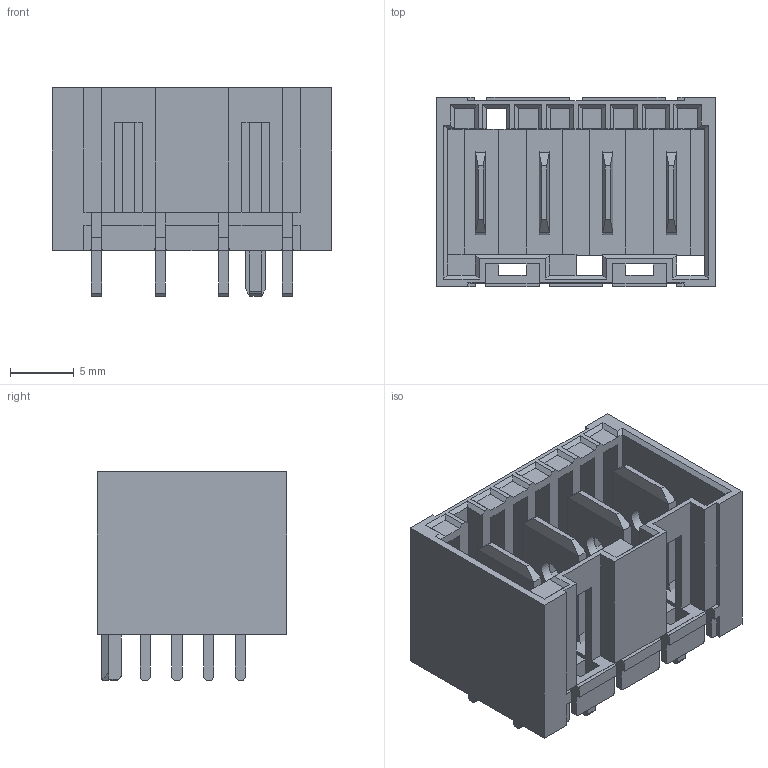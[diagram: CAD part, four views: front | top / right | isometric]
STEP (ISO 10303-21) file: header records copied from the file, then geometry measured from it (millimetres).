
FILE_DESCRIPTION(/* description */ ('Unknown'),/* implementation_level */ '2;1');
FILE_NAME(/* name */ '637101110104',/* time_stamp */ '2025-05-23T13:49:11+02:00',/* author */ ('Unknown'),/* organization */ ('Unknown'),/* preprocessor_version */ 'ST-DEVELOPER v19.4',/* originating_system */ 'Solid Edge',/* authorisation */ 'Unknown');
FILE_SCHEMA (('AUTOMOTIVE_DESIGN {1 0 10303 214 3 1 1}'));
Length unit declared in the file: millimetre
Products named in the file (3): 63710111xxxx; 637101110104; 63710111xxxx_Blade
Assembly tree (5 placements, depth 2):
  63710111xxxx
    637101110104
    63710111xxxx_Blade  x4
Bounding box: 22 x 14.9 x 16.4 mm (x, y, z)
Volume: 1453.1 mm3; surface area: 3910.8 mm2
Topology: 5 solids, 5 shells, 522 faces, 1527 edges, 992 vertices
Faces by surface type: plane 486, cylinder 36
Full cylindrical faces by diameter (mm): 2 x4
Entity records: 12927 total; most frequent: ORIENTED_EDGE 2314, CARTESIAN_POINT 2302, DIRECTION 1999, EDGE_CURVE 1157, LINE 1113, VECTOR 1113, VERTEX_POINT 746, AXIS2_PLACEMENT_3D 443
